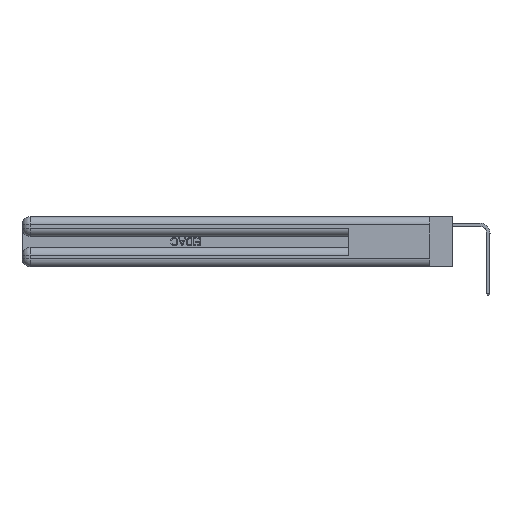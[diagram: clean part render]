
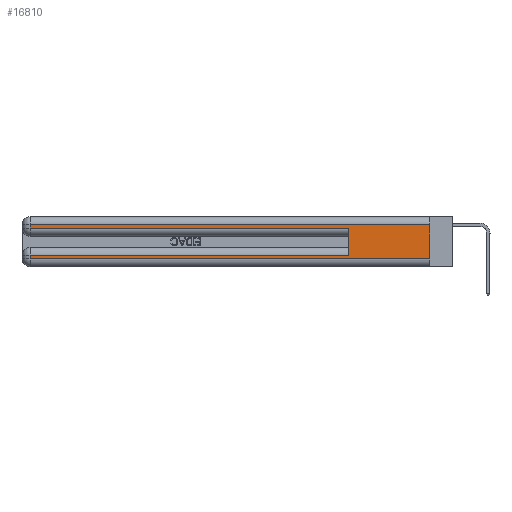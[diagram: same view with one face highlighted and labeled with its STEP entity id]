
A CAD part, left-side view. The second image highlights one B-rep face of the part: STEP entity #16810.
In plain terms, the highlighted planar face has unit normal (-1, 0, 0).
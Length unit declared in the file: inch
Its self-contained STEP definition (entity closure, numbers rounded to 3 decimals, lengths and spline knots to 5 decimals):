
#299 = VECTOR ( 'NONE', #31918, 39.37008 ) ;
#585 = AXIS2_PLACEMENT_3D ( 'NONE', #4693, #12649, #30845 ) ;
#1724 = VERTEX_POINT ( 'NONE', #3992 ) ;
#1839 = EDGE_CURVE ( 'NONE', #23275, #23475, #33890, .T. ) ;
#2237 = ORIENTED_EDGE ( 'NONE', *, *, #11131, .T. ) ;
#3858 = CARTESIAN_POINT ( 'NONE',  ( 0., 2.94, 0.37 ) ) ;
#3992 = CARTESIAN_POINT ( 'NONE',  ( 0., 2.94, 0.285 ) ) ;
#4022 = EDGE_CURVE ( 'NONE', #23275, #30330, #22033, .T. ) ;
#4089 = EDGE_CURVE ( 'NONE', #1724, #10364, #32618, .T. ) ;
#4504 = LINE ( 'NONE', #24581, #10721 ) ;
#4693 = CARTESIAN_POINT ( 'NONE',  ( 0., 0., 0.37 ) ) ;
#5386 = ORIENTED_EDGE ( 'NONE', *, *, #28405, .T. ) ;
#5517 = VERTEX_POINT ( 'NONE', #18096 ) ;
#6098 = VECTOR ( 'NONE', #12288, 39.37008 ) ;
#6184 = CARTESIAN_POINT ( 'NONE',  ( 0., 0., 0.31 ) ) ;
#6206 = ORIENTED_EDGE ( 'NONE', *, *, #22989, .F. ) ;
#7352 = VECTOR ( 'NONE', #30358, 39.37008 ) ;
#8329 = VECTOR ( 'NONE', #19566, 39.37008 ) ;
#9344 = ORIENTED_EDGE ( 'NONE', *, *, #29189, .T. ) ;
#9395 = ORIENTED_EDGE ( 'NONE', *, *, #16401, .T. ) ;
#10364 = VERTEX_POINT ( 'NONE', #23636 ) ;
#10706 = ORIENTED_EDGE ( 'NONE', *, *, #4089, .T. ) ;
#10721 = VECTOR ( 'NONE', #11604, 39.37008 ) ;
#10900 = ORIENTED_EDGE ( 'NONE', *, *, #1839, .T. ) ;
#11131 = EDGE_CURVE ( 'NONE', #15877, #5517, #32964, .T. ) ;
#11604 = DIRECTION ( 'NONE',  ( 0., 1., 0. ) ) ;
#11998 = VERTEX_POINT ( 'NONE', #14651 ) ;
#12192 = VECTOR ( 'NONE', #29701, 39.37008 ) ;
#12288 = DIRECTION ( 'NONE',  ( 0., 0., 1. ) ) ;
#12649 = DIRECTION ( 'NONE',  ( 1., 0., 0. ) ) ;
#12892 = ORIENTED_EDGE ( 'NONE', *, *, #4022, .F. ) ;
#13130 = VECTOR ( 'NONE', #22641, 39.37008 ) ;
#14651 = CARTESIAN_POINT ( 'NONE',  ( 0., 0.6, 0.085 ) ) ;
#15111 = CARTESIAN_POINT ( 'NONE',  ( 0., 0., 0.285 ) ) ;
#15260 = LINE ( 'NONE', #3858, #8329 ) ;
#15877 = VERTEX_POINT ( 'NONE', #31944 ) ;
#16401 = EDGE_CURVE ( 'NONE', #5517, #30330, #20438, .T. ) ;
#16810 = ADVANCED_FACE ( 'NONE', ( #21231 ), #22764, .F. ) ;
#18096 = CARTESIAN_POINT ( 'NONE',  ( 0., 2.94, 0.06 ) ) ;
#19566 = DIRECTION ( 'NONE',  ( 0., 0., -1. ) ) ;
#20021 = CARTESIAN_POINT ( 'NONE',  ( 0., 0., 0.37 ) ) ;
#20438 = LINE ( 'NONE', #29278, #299 ) ;
#21231 = FACE_OUTER_BOUND ( 'NONE', #27944, .T. ) ;
#22033 = LINE ( 'NONE', #20021, #7352 ) ;
#22641 = DIRECTION ( 'NONE',  ( 0., 1., 0. ) ) ;
#22764 = PLANE ( 'NONE',  #585 ) ;
#22989 = EDGE_CURVE ( 'NONE', #11998, #10364, #26140, .T. ) ;
#23275 = VERTEX_POINT ( 'NONE', #6184 ) ;
#23475 = VERTEX_POINT ( 'NONE', #30355 ) ;
#23636 = CARTESIAN_POINT ( 'NONE',  ( 0., 0.6, 0.285 ) ) ;
#24581 = CARTESIAN_POINT ( 'NONE',  ( 0., 0., 0.085 ) ) ;
#25574 = DIRECTION ( 'NONE',  ( 0., -1., 0. ) ) ;
#26140 = LINE ( 'NONE', #27880, #6098 ) ;
#27104 = CARTESIAN_POINT ( 'NONE',  ( 0., 2.94, 0.37 ) ) ;
#27880 = CARTESIAN_POINT ( 'NONE',  ( 0., 0.6, 0.145 ) ) ;
#27944 = EDGE_LOOP ( 'NONE', ( #12892, #10900, #5386, #10706, #6206, #9344, #2237, #9395 ) ) ;
#28405 = EDGE_CURVE ( 'NONE', #23475, #1724, #15260, .T. ) ;
#29189 = EDGE_CURVE ( 'NONE', #11998, #15877, #4504, .T. ) ;
#29278 = CARTESIAN_POINT ( 'NONE',  ( 0., 0., 0.06 ) ) ;
#29701 = DIRECTION ( 'NONE',  ( 0., 0., -1. ) ) ;
#30330 = VERTEX_POINT ( 'NONE', #31942 ) ;
#30355 = CARTESIAN_POINT ( 'NONE',  ( 0., 2.94, 0.31 ) ) ;
#30358 = DIRECTION ( 'NONE',  ( 0., 0., -1. ) ) ;
#30845 = DIRECTION ( 'NONE',  ( 0., 0., -1. ) ) ;
#31822 = VECTOR ( 'NONE', #25574, 39.37008 ) ;
#31918 = DIRECTION ( 'NONE',  ( 0., -1., 0. ) ) ;
#31942 = CARTESIAN_POINT ( 'NONE',  ( 0., 0., 0.06 ) ) ;
#31944 = CARTESIAN_POINT ( 'NONE',  ( 0., 2.94, 0.085 ) ) ;
#32618 = LINE ( 'NONE', #15111, #31822 ) ;
#32964 = LINE ( 'NONE', #27104, #12192 ) ;
#33002 = CARTESIAN_POINT ( 'NONE',  ( 0., 0., 0.31 ) ) ;
#33890 = LINE ( 'NONE', #33002, #13130 ) ;
